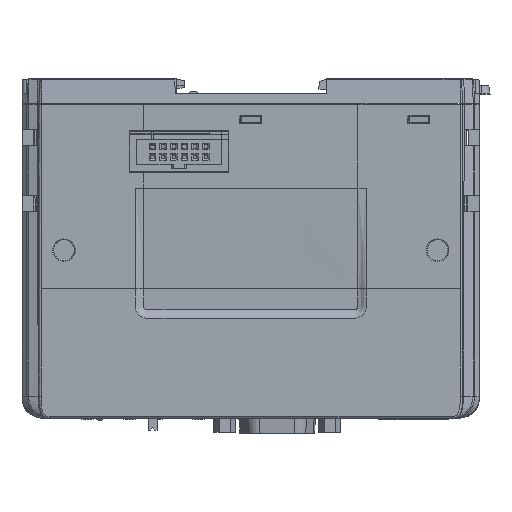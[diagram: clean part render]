
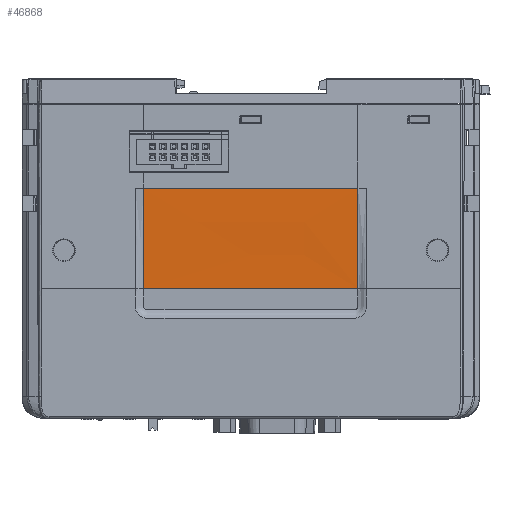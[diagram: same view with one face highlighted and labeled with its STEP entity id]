
A CAD part, top view. The second image highlights one B-rep face of the part: STEP entity #46868.
In plain terms, the highlighted free-form (B-spline) face has degree [3, 3] with [7, 4] control points.
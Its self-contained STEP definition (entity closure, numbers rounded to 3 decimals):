
#675 = CARTESIAN_POINT ( 'NONE',  ( -25.537, 3.874, 22.85 ) ) ;
#4522 = FACE_OUTER_BOUND ( 'NONE', #22500, .T. ) ;
#4879 = CARTESIAN_POINT ( 'NONE',  ( -25.537, 23.804, 23.75 ) ) ;
#5394 = ORIENTED_EDGE ( 'NONE', *, *, #100084, .T. ) ;
#5926 = CARTESIAN_POINT ( 'NONE',  ( 12.768, 19.816, 23.75 ) ) ;
#12759 = CARTESIAN_POINT ( 'NONE',  ( 25.537, 27.792, 23.75 ) ) ;
#13425 = ORIENTED_EDGE ( 'NONE', *, *, #112304, .F. ) ;
#17277 = CARTESIAN_POINT ( 'NONE',  ( 21.28, 11.85, 22.85 ) ) ;
#17983 = CARTESIAN_POINT ( 'NONE',  ( 12.768, 27.792, 23.75 ) ) ;
#18674 = CARTESIAN_POINT ( 'NONE',  ( 21.28, 3.874, 22.85 ) ) ;
#20815 = B_SPLINE_CURVE_WITH_KNOTS ( 'NONE', 3,
 ( #61688, #97258, #116503, #140051 ),
 .UNSPECIFIED., .F., .F.,
 ( 4, 4 ),
 ( 0., 1. ),
 .UNSPECIFIED. ) ;
#22500 = EDGE_LOOP ( 'NONE', ( #140298, #5394, #134660, #13425 ) ) ;
#23026 = CARTESIAN_POINT ( 'NONE',  ( -25.537, 27.792, 23.75 ) ) ;
#23371 = CARTESIAN_POINT ( 'NONE',  ( -25.537, 27.792, 23.75 ) ) ;
#27221 = CARTESIAN_POINT ( 'NONE',  ( -12.768, 19.816, 23.75 ) ) ;
#28562 = LINE ( 'NONE', #114029, #56121 ) ;
#28618 = CARTESIAN_POINT ( 'NONE',  ( 0., 3.874, 22.85 ) ) ;
#29935 = EDGE_CURVE ( 'NONE', #77537, #33632, #28562, .T. ) ;
#33632 = VERTEX_POINT ( 'NONE', #51511 ) ;
#34428 = CARTESIAN_POINT ( 'NONE',  ( -21.28, 11.85, 22.85 ) ) ;
#37906 = CARTESIAN_POINT ( 'NONE',  ( 12.768, 3.874, 22.85 ) ) ;
#39301 = CARTESIAN_POINT ( 'NONE',  ( 25.537, 19.816, 23.75 ) ) ;
#40005 = CARTESIAN_POINT ( 'NONE',  ( 0., 11.85, 22.85 ) ) ;
#45076 = CARTESIAN_POINT ( 'NONE',  ( -21.28, 3.874, 22.85 ) ) ;
#45766 = CARTESIAN_POINT ( 'NONE',  ( -25.537, 3.874, 22.85 ) ) ;
#46868 = ADVANCED_FACE ( 'NONE', ( #4522 ), #124565, .T. ) ;
#49296 = CARTESIAN_POINT ( 'NONE',  ( -12.768, 11.85, 22.85 ) ) ;
#49986 = CARTESIAN_POINT ( 'NONE',  ( 0., 27.792, 23.75 ) ) ;
#51511 = CARTESIAN_POINT ( 'NONE',  ( 25.537, 3.874, 22.85 ) ) ;
#53784 = DIRECTION ( 'NONE',  ( 1., 0., 0. ) ) ;
#56121 = VECTOR ( 'NONE', #125428, 1000. ) ;
#61688 = CARTESIAN_POINT ( 'NONE',  ( 25.537, 3.874, 22.85 ) ) ;
#72056 = CARTESIAN_POINT ( 'NONE',  ( 21.28, 19.816, 23.75 ) ) ;
#74000 = VECTOR ( 'NONE', #53784, 1000. ) ;
#77168 = CARTESIAN_POINT ( 'NONE',  ( -25.537, 11.85, 22.85 ) ) ;
#77537 = VERTEX_POINT ( 'NONE', #675 ) ;
#77828 = CARTESIAN_POINT ( 'NONE',  ( -21.28, 19.816, 23.75 ) ) ;
#78561 = CARTESIAN_POINT ( 'NONE',  ( -21.28, 27.792, 23.75 ) ) ;
#81171 = VERTEX_POINT ( 'NONE', #87756 ) ;
#83749 = CARTESIAN_POINT ( 'NONE',  ( -48., 27.792, 23.75 ) ) ;
#87756 = CARTESIAN_POINT ( 'NONE',  ( -25.537, 27.792, 23.75 ) ) ;
#88221 = EDGE_CURVE ( 'NONE', #81171, #132993, #129331, .T. ) ;
#92055 = CARTESIAN_POINT ( 'NONE',  ( 25.537, 3.874, 22.85 ) ) ;
#92771 = CARTESIAN_POINT ( 'NONE',  ( -12.768, 27.792, 23.75 ) ) ;
#93461 = CARTESIAN_POINT ( 'NONE',  ( 21.28, 27.792, 23.75 ) ) ;
#94148 = CARTESIAN_POINT ( 'NONE',  ( 25.537, 11.85, 22.85 ) ) ;
#97258 = CARTESIAN_POINT ( 'NONE',  ( 25.537, 11.85, 22.85 ) ) ;
#100084 = EDGE_CURVE ( 'NONE', #33632, #132993, #20815, .T. ) ;
#102349 = CARTESIAN_POINT ( 'NONE',  ( -25.537, 15.833, 23.3 ) ) ;
#104076 = CARTESIAN_POINT ( 'NONE',  ( 12.768, 11.85, 22.85 ) ) ;
#106693 = B_SPLINE_CURVE_WITH_KNOTS ( 'NONE', 3,
 ( #120923, #110901, #102349, #4879, #23371 ),
 .UNSPECIFIED., .F., .F.,
 ( 4, 1, 4 ),
 ( 0., 0.5, 1. ),
 .UNSPECIFIED. ) ;
#110901 = CARTESIAN_POINT ( 'NONE',  ( -25.537, 7.862, 22.85 ) ) ;
#112304 = EDGE_CURVE ( 'NONE', #77537, #81171, #106693, .T. ) ;
#113384 = CARTESIAN_POINT ( 'NONE',  ( 25.537, 27.792, 23.75 ) ) ;
#114029 = CARTESIAN_POINT ( 'NONE',  ( 0., 3.874, 22.85 ) ) ;
#116503 = CARTESIAN_POINT ( 'NONE',  ( 25.537, 19.816, 23.75 ) ) ;
#120590 = CARTESIAN_POINT ( 'NONE',  ( -25.537, 19.816, 23.75 ) ) ;
#120923 = CARTESIAN_POINT ( 'NONE',  ( -25.537, 3.874, 22.85 ) ) ;
#124565 = B_SPLINE_SURFACE_WITH_KNOTS ( 'NONE', 3, 3, ( 
 ( #45766, #77168, #120590, #23026 ),
 ( #45076, #34428, #77828, #78561 ),
 ( #124779, #49296, #27221, #92771 ),
 ( #28618, #40005, #125495, #49986 ),
 ( #37906, #104076, #5926, #17983 ),
 ( #18674, #17277, #72056, #93461 ),
 ( #92055, #94148, #39301, #113384 ) ),
 .UNSPECIFIED., .F., .F., .F.,
 ( 4, 1, 1, 1, 4 ),
 ( 4, 4 ),
 ( 0., 0.25, 0.5, 0.75, 1. ),
 ( 0., 1. ),
 .UNSPECIFIED. ) ;
#124779 = CARTESIAN_POINT ( 'NONE',  ( -12.768, 3.874, 22.85 ) ) ;
#125428 = DIRECTION ( 'NONE',  ( 1., 0., 0. ) ) ;
#125495 = CARTESIAN_POINT ( 'NONE',  ( 0., 19.816, 23.75 ) ) ;
#129331 = LINE ( 'NONE', #83749, #74000 ) ;
#132993 = VERTEX_POINT ( 'NONE', #12759 ) ;
#134660 = ORIENTED_EDGE ( 'NONE', *, *, #88221, .F. ) ;
#140051 = CARTESIAN_POINT ( 'NONE',  ( 25.537, 27.792, 23.75 ) ) ;
#140298 = ORIENTED_EDGE ( 'NONE', *, *, #29935, .T. ) ;
